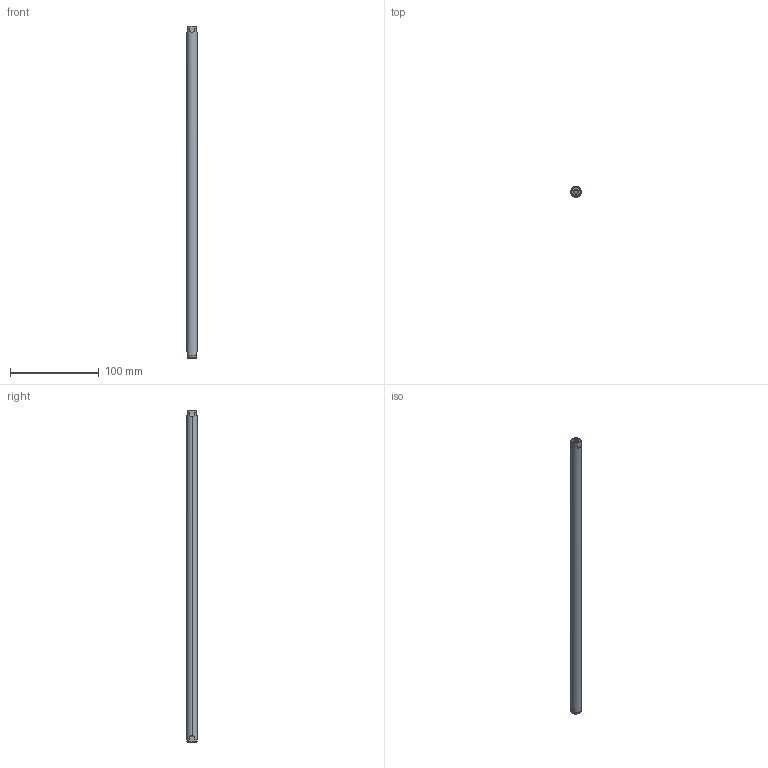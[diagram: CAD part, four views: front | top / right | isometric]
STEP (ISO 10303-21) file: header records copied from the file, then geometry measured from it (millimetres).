
FILE_DESCRIPTION (( 'STEP AP214' ), '1' );
FILE_NAME ('0186-0357_160517_ML01-12x375!160.STEP', '2016-05-17T07:38:16', ( '' ), ( '' ), 'SwSTEP 2.0', 'SolidWorks 2016', '' );
FILE_SCHEMA (( 'AUTOMOTIVE_DESIGN' ));
Length unit declared in the file: millimetre
Products named in the file (2): 0186-0357_160517_ML01-12x375!160
Bounding box: 12 x 12 x 375 mm (x, y, z)
Volume: 41979.3 mm3; surface area: 14497.9 mm2
Topology: 1 solids, 1 shells, 36 faces, 92 edges, 60 vertices
Faces by surface type: plane 16, cone 10, cylinder 6, torus 4
Entity records: 1325 total; most frequent: CARTESIAN_POINT 422, ORIENTED_EDGE 184, DIRECTION 168, EDGE_CURVE 92, AXIS2_PLACEMENT_3D 70, VERTEX_POINT 60, EDGE_LOOP 38, ADVANCED_FACE 36
